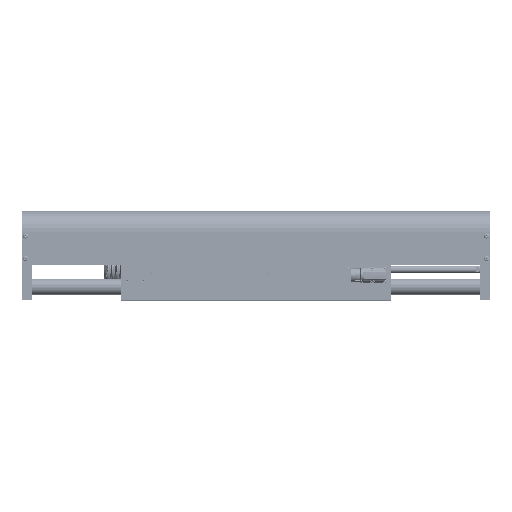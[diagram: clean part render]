
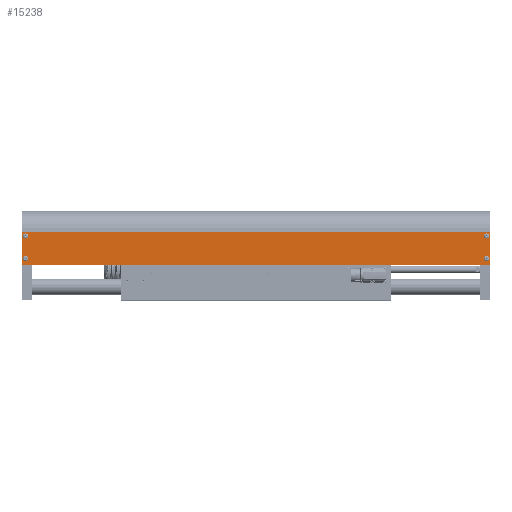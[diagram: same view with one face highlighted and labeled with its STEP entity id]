
A CAD part, top view. The second image highlights one B-rep face of the part: STEP entity #15238.
In plain terms, the highlighted face is planar.
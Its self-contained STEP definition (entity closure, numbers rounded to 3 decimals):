
#1012 = VERTEX_POINT ( 'NONE', #159877 ) ;
#5544 = FACE_OUTER_BOUND ( 'NONE', #116859, .T. ) ;
#9651 = AXIS2_PLACEMENT_3D ( 'NONE', #127516, #177132, #93663 ) ;
#9706 = FACE_BOUND ( 'NONE', #65529, .T. ) ;
#10456 = EDGE_CURVE ( 'NONE', #66177, #160282, #124190, .T. ) ;
#10732 = DIRECTION ( 'NONE',  ( 0., 0., -1. ) ) ;
#11037 = VECTOR ( 'NONE', #181089, 1000. ) ;
#11822 = DIRECTION ( 'NONE',  ( 0., 1., 0. ) ) ;
#12016 = LINE ( 'NONE', #141135, #106397 ) ;
#12119 = ORIENTED_EDGE ( 'NONE', *, *, #32181, .F. ) ;
#15238 = ADVANCED_FACE ( 'NONE', ( #86048, #9706, #167507, #150579, #5544 ), #104013, .F. ) ;
#15536 = AXIS2_PLACEMENT_3D ( 'NONE', #54757, #183807, #53726 ) ;
#17680 = CARTESIAN_POINT ( 'NONE',  ( -32., -51.5, 727. ) ) ;
#21782 = LINE ( 'NONE', #150895, #119053 ) ;
#22074 = VERTEX_POINT ( 'NONE', #36829 ) ;
#26487 = EDGE_LOOP ( 'NONE', ( #205874 ) ) ;
#26534 = EDGE_LOOP ( 'NONE', ( #146470 ) ) ;
#26676 = CARTESIAN_POINT ( 'NONE',  ( -32., 0., 727. ) ) ;
#27707 = DIRECTION ( 'NONE',  ( 1., 0., 0. ) ) ;
#32181 = EDGE_CURVE ( 'NONE', #197786, #197786, #117458, .T. ) ;
#32726 = EDGE_CURVE ( 'NONE', #22074, #22074, #87023, .T. ) ;
#35037 = DIRECTION ( 'NONE',  ( -1., 0., 0. ) ) ;
#36829 = CARTESIAN_POINT ( 'NONE',  ( -32., -42., 724.4 ) ) ;
#39083 = CIRCLE ( 'NONE', #15536, 2.4 ) ;
#43114 = AXIS2_PLACEMENT_3D ( 'NONE', #26676, #27707, #11822 ) ;
#44540 = EDGE_CURVE ( 'NONE', #54667, #66177, #156820, .T. ) ;
#44722 = ORIENTED_EDGE ( 'NONE', *, *, #190510, .T. ) ;
#52534 = DIRECTION ( 'NONE',  ( 0., 0., 1. ) ) ;
#53677 = AXIS2_PLACEMENT_3D ( 'NONE', #193792, #99556, #129234 ) ;
#53726 = DIRECTION ( 'NONE',  ( 0., 0., 1. ) ) ;
#54209 = CARTESIAN_POINT ( 'NONE',  ( -32., -51.5, 0. ) ) ;
#54667 = VERTEX_POINT ( 'NONE', #133108 ) ;
#54757 = CARTESIAN_POINT ( 'NONE',  ( -32., -7., 5. ) ) ;
#59489 = CARTESIAN_POINT ( 'NONE',  ( -32., 0., 727. ) ) ;
#65529 = EDGE_LOOP ( 'NONE', ( #12119 ) ) ;
#66177 = VERTEX_POINT ( 'NONE', #76621 ) ;
#76470 = ORIENTED_EDGE ( 'NONE', *, *, #112716, .F. ) ;
#76621 = CARTESIAN_POINT ( 'NONE',  ( -32., 0., 0. ) ) ;
#78394 = CARTESIAN_POINT ( 'NONE',  ( -32., -7., 7.4 ) ) ;
#83807 = DIRECTION ( 'NONE',  ( 0., 0., 1. ) ) ;
#86048 = FACE_BOUND ( 'NONE', #128274, .T. ) ;
#87023 = CIRCLE ( 'NONE', #53677, 2.4 ) ;
#93663 = DIRECTION ( 'NONE',  ( 0., 0., 1. ) ) ;
#99556 = DIRECTION ( 'NONE',  ( -1., 0., 0. ) ) ;
#101012 = CIRCLE ( 'NONE', #9651, 2.4 ) ;
#104013 = PLANE ( 'NONE',  #43114 ) ;
#106397 = VECTOR ( 'NONE', #163283, 1000. ) ;
#110143 = VERTEX_POINT ( 'NONE', #78394 ) ;
#112716 = EDGE_CURVE ( 'NONE', #110143, #110143, #39083, .T. ) ;
#116859 = EDGE_LOOP ( 'NONE', ( #173016, #44722, #141294, #194695 ) ) ;
#117458 = CIRCLE ( 'NONE', #144446, 2.4 ) ;
#119053 = VECTOR ( 'NONE', #52534, 1000. ) ;
#124190 = LINE ( 'NONE', #164257, #11037 ) ;
#127516 = CARTESIAN_POINT ( 'NONE',  ( -32., -7., 722. ) ) ;
#128274 = EDGE_LOOP ( 'NONE', ( #76470 ) ) ;
#129234 = DIRECTION ( 'NONE',  ( 0., 0., 1. ) ) ;
#131129 = CARTESIAN_POINT ( 'NONE',  ( -32., -42., 7.4 ) ) ;
#131417 = CARTESIAN_POINT ( 'NONE',  ( -32., -42., 5. ) ) ;
#133108 = CARTESIAN_POINT ( 'NONE',  ( -32., 0., 727. ) ) ;
#135286 = EDGE_CURVE ( 'NONE', #54667, #140219, #12016, .T. ) ;
#140219 = VERTEX_POINT ( 'NONE', #17680 ) ;
#141135 = CARTESIAN_POINT ( 'NONE',  ( -32., 0., 727. ) ) ;
#141294 = ORIENTED_EDGE ( 'NONE', *, *, #135286, .F. ) ;
#144446 = AXIS2_PLACEMENT_3D ( 'NONE', #131417, #35037, #83807 ) ;
#146470 = ORIENTED_EDGE ( 'NONE', *, *, #32726, .F. ) ;
#150579 = FACE_BOUND ( 'NONE', #26534, .T. ) ;
#150895 = CARTESIAN_POINT ( 'NONE',  ( -32., -51.5, 727. ) ) ;
#156525 = EDGE_CURVE ( 'NONE', #1012, #1012, #101012, .T. ) ;
#156820 = LINE ( 'NONE', #59489, #177102 ) ;
#159877 = CARTESIAN_POINT ( 'NONE',  ( -32., -7., 724.4 ) ) ;
#160282 = VERTEX_POINT ( 'NONE', #54209 ) ;
#163283 = DIRECTION ( 'NONE',  ( 0., -1., 0. ) ) ;
#164257 = CARTESIAN_POINT ( 'NONE',  ( -32., 0., 0. ) ) ;
#167507 = FACE_BOUND ( 'NONE', #26487, .T. ) ;
#173016 = ORIENTED_EDGE ( 'NONE', *, *, #10456, .T. ) ;
#177102 = VECTOR ( 'NONE', #10732, 1000. ) ;
#177132 = DIRECTION ( 'NONE',  ( -1., 0., 0. ) ) ;
#181089 = DIRECTION ( 'NONE',  ( 0., -1., 0. ) ) ;
#183807 = DIRECTION ( 'NONE',  ( -1., 0., 0. ) ) ;
#190510 = EDGE_CURVE ( 'NONE', #160282, #140219, #21782, .T. ) ;
#193792 = CARTESIAN_POINT ( 'NONE',  ( -32., -42., 722. ) ) ;
#194695 = ORIENTED_EDGE ( 'NONE', *, *, #44540, .T. ) ;
#197786 = VERTEX_POINT ( 'NONE', #131129 ) ;
#205874 = ORIENTED_EDGE ( 'NONE', *, *, #156525, .F. ) ;
